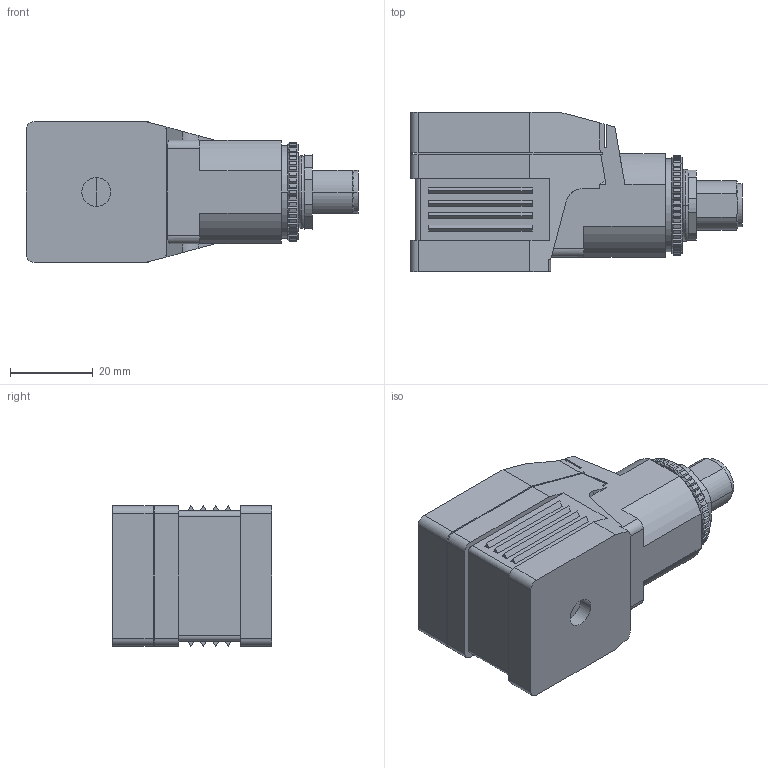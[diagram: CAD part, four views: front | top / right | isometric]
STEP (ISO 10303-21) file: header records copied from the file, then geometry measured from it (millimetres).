
FILE_DESCRIPTION( ( '' ), '1' );
FILE_NAME( 'Hawe_EV2S-M12.stp', '2019-10-25T12:42:13', ( '' ), ( '' ), ' ', ' ', ' ' );
FILE_SCHEMA( ( 'automotive_design' ) );
Length unit declared in the file: millimetre
Products named in the file (3): 1; 2; 3
Bounding box: 80.25 x 38.5 x 34 mm (x, y, z)
Volume: 60572.1 mm3; surface area: 16514.7 mm2
Topology: 3 solids, 3 shells, 486 faces, 1150 edges, 692 vertices
Faces by surface type: plane 253, cone 118, cylinder 111, torus 4
Entity records: 26718 total; most frequent: CARTESIAN_POINT 2751, STYLED_ITEM 2331, PRESENTATION_STYLE_ASSIGNMENT 2331, COLOUR_RGB 2331, ORIENTED_EDGE 2300, DIRECTION 2280, EDGE_CURVE 1150, CURVE_STYLE 1150
